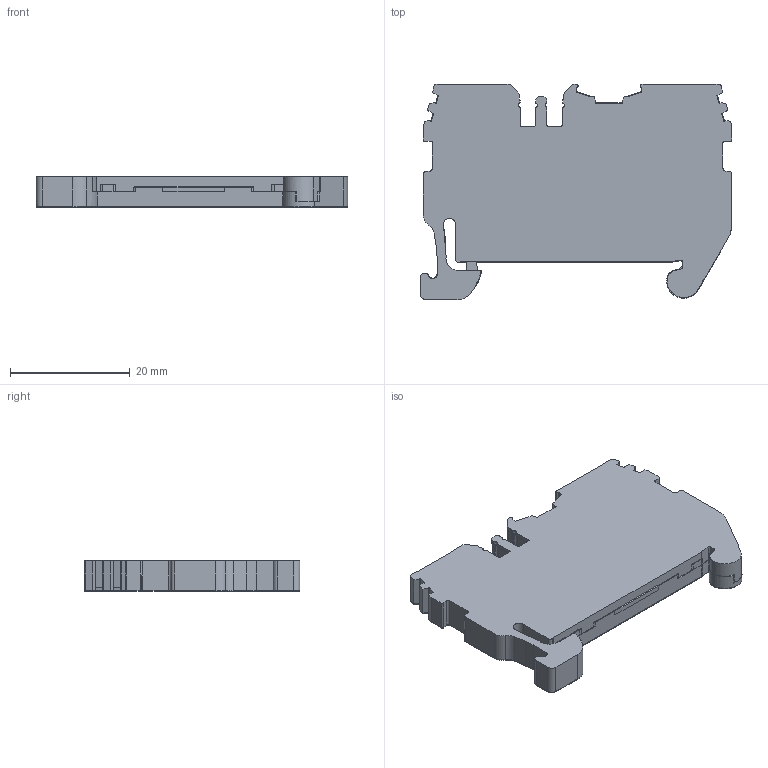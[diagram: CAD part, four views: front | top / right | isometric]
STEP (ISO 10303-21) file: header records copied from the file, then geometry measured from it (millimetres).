
FILE_DESCRIPTION (( 'STEP AP214' ), '1' );
FILE_NAME ('337020_PTP 2.5T.STP', '2017-10-06T05:34:01', ( '' ), ( '' ), 'SwSTEP 2.0', 'SolidWorks 2017', '' );
FILE_SCHEMA (( 'AUTOMOTIVE_DESIGN' ));
Length unit declared in the file: millimetre
Products named in the file (1): 337020_PTP 2.5T
Bounding box: 52.18 x 36.07 x 5.15 mm (x, y, z)
Volume: 7574.7 mm3; surface area: 4254.5 mm2
Topology: 1 solids, 1 shells, 496 faces, 1476 edges, 981 vertices
Faces by surface type: plane 289, cylinder 205, cone 2
Entity records: 17537 total; most frequent: CARTESIAN_POINT 4160, ORIENTED_EDGE 2952, DIRECTION 2448, EDGE_CURVE 1476, VERTEX_POINT 981, VECTOR 932, LINE 932, AXIS2_PLACEMENT_3D 758
